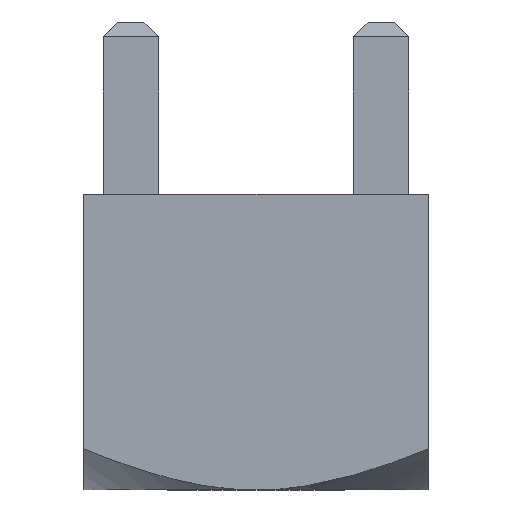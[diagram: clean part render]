
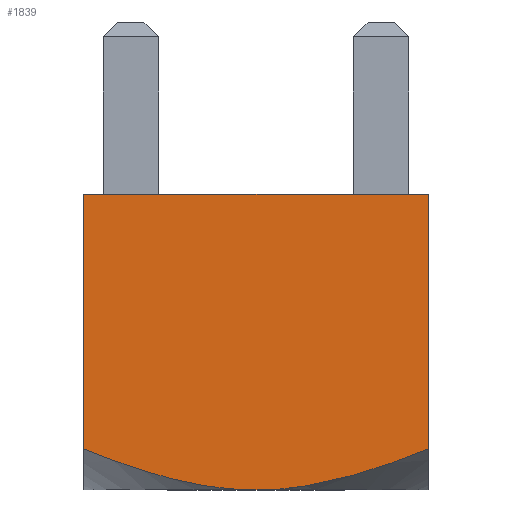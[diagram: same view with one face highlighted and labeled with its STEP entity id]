
A CAD part, front view. The second image highlights one B-rep face of the part: STEP entity #1839.
In plain terms, the highlighted planar face has unit normal (0, -1, 0).
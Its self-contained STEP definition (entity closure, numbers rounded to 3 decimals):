
#125 = CARTESIAN_POINT ( 'NONE',  ( -3.5, -3.5, 6. ) ) ;
#129 = FACE_OUTER_BOUND ( 'NONE', #1701, .T. ) ;
#130 = PLANE ( 'NONE',  #869 ) ;
#131 = DIRECTION ( 'NONE',  ( 0., 1., 0. ) ) ;
#132 = DIRECTION ( 'NONE',  ( -1., 0., 0. ) ) ;
#161 = LINE ( 'NONE', #168, #1396 ) ;
#168 = CARTESIAN_POINT ( 'NONE',  ( -3.5, -3.5, 6. ) ) ;
#169 = CARTESIAN_POINT ( 'NONE',  ( -0.611, -3.5, 0. ) ) ;
#170 = CARTESIAN_POINT ( 'NONE',  ( 0., -3.5, 0. ) ) ;
#171 = DIRECTION ( 'NONE',  ( 0., 0., -1. ) ) ;
#172 = LINE ( 'NONE', #177, #1392 ) ;
#173 = CARTESIAN_POINT ( 'NONE',  ( -1.203, -3.5, 0.095 ) ) ;
#174 = CARTESIAN_POINT ( 'NONE',  ( -2.366, -3.5, 0.4 ) ) ;
#175 = CARTESIAN_POINT ( 'NONE',  ( -2.94, -3.5, 0.608 ) ) ;
#176 = CARTESIAN_POINT ( 'NONE',  ( -3.5, -3.5, 0.837 ) ) ;
#177 = CARTESIAN_POINT ( 'NONE',  ( 3.5, -3.5, 6. ) ) ;
#179 = DIRECTION ( 'NONE',  ( 0., 0., -1. ) ) ;
#221 = VERTEX_POINT ( 'NONE', #268 ) ;
#233 = VERTEX_POINT ( 'NONE', #278 ) ;
#251 = VERTEX_POINT ( 'NONE', #296 ) ;
#268 = CARTESIAN_POINT ( 'NONE',  ( 3.5, -3.5, 6. ) ) ;
#278 = CARTESIAN_POINT ( 'NONE',  ( -3.5, -3.5, 6. ) ) ;
#296 = CARTESIAN_POINT ( 'NONE',  ( 0., -3.5, 0. ) ) ;
#298 = CARTESIAN_POINT ( 'NONE',  ( -3.5, -3.5, 0.837 ) ) ;
#299 = VERTEX_POINT ( 'NONE', #298 ) ;
#554 = EDGE_CURVE ( 'NONE', #233, #299, #161, .T. ) ;
#555 = EDGE_CURVE ( 'NONE', #251, #299, #1849, .T. ) ;
#556 = EDGE_CURVE ( 'NONE', #221, #710, #172, .T. ) ;
#584 = EDGE_CURVE ( 'NONE', #233, #221, #627, .T. ) ;
#627 = LINE ( 'NONE', #645, #1369 ) ;
#645 = CARTESIAN_POINT ( 'NONE',  ( -3.5, -3.5, 6. ) ) ;
#647 = DIRECTION ( 'NONE',  ( 1., 0., 0. ) ) ;
#702 = EDGE_CURVE ( 'NONE', #710, #251, #1853, .T. ) ;
#710 = VERTEX_POINT ( 'NONE', #1240 ) ;
#869 = AXIS2_PLACEMENT_3D ( 'NONE', #125, #131, #132 ) ;
#1207 = CARTESIAN_POINT ( 'NONE',  ( 3.5, -3.5, 0.837 ) ) ;
#1208 = CARTESIAN_POINT ( 'NONE',  ( 2.941, -3.5, 0.609 ) ) ;
#1215 = CARTESIAN_POINT ( 'NONE',  ( 2.369, -3.5, 0.401 ) ) ;
#1216 = CARTESIAN_POINT ( 'NONE',  ( 1.497, -3.5, 0.172 ) ) ;
#1217 = CARTESIAN_POINT ( 'NONE',  ( 1.204, -3.5, 0.11 ) ) ;
#1218 = CARTESIAN_POINT ( 'NONE',  ( 0.608, -3.5, 0.024 ) ) ;
#1219 = CARTESIAN_POINT ( 'NONE',  ( 0.304, -3.5, 0. ) ) ;
#1220 = CARTESIAN_POINT ( 'NONE',  ( 0., -3.5, 0. ) ) ;
#1240 = CARTESIAN_POINT ( 'NONE',  ( 3.5, -3.5, 0.837 ) ) ;
#1369 = VECTOR ( 'NONE', #647, 1000. ) ;
#1392 = VECTOR ( 'NONE', #179, 1000. ) ;
#1396 = VECTOR ( 'NONE', #171, 1000. ) ;
#1628 = ORIENTED_EDGE ( 'NONE', *, *, #556, .F. ) ;
#1648 = ORIENTED_EDGE ( 'NONE', *, *, #702, .F. ) ;
#1701 = EDGE_LOOP ( 'NONE', ( #1648, #1628, #1755, #1746, #1745 ) ) ;
#1745 = ORIENTED_EDGE ( 'NONE', *, *, #555, .F. ) ;
#1746 = ORIENTED_EDGE ( 'NONE', *, *, #554, .T. ) ;
#1755 = ORIENTED_EDGE ( 'NONE', *, *, #584, .F. ) ;
#1839 = ADVANCED_FACE ( 'NONE', ( #129 ), #130, .F. ) ;
#1849 = B_SPLINE_CURVE_WITH_KNOTS ( 'NONE', 3,
 ( #170, #169, #173, #174, #175, #176 ),
 .UNSPECIFIED., .F., .F.,
 ( 4, 2, 4 ),
 ( 0.014, 0.016, 0.018 ),
 .UNSPECIFIED. ) ;
#1853 = B_SPLINE_CURVE_WITH_KNOTS ( 'NONE', 3,
 ( #1207, #1208, #1215, #1216, #1217, #1218, #1219, #1220 ),
 .UNSPECIFIED., .F., .F.,
 ( 4, 2, 2, 4 ),
 ( 0.011, 0.012, 0.013, 0.014 ),
 .UNSPECIFIED. ) ;
